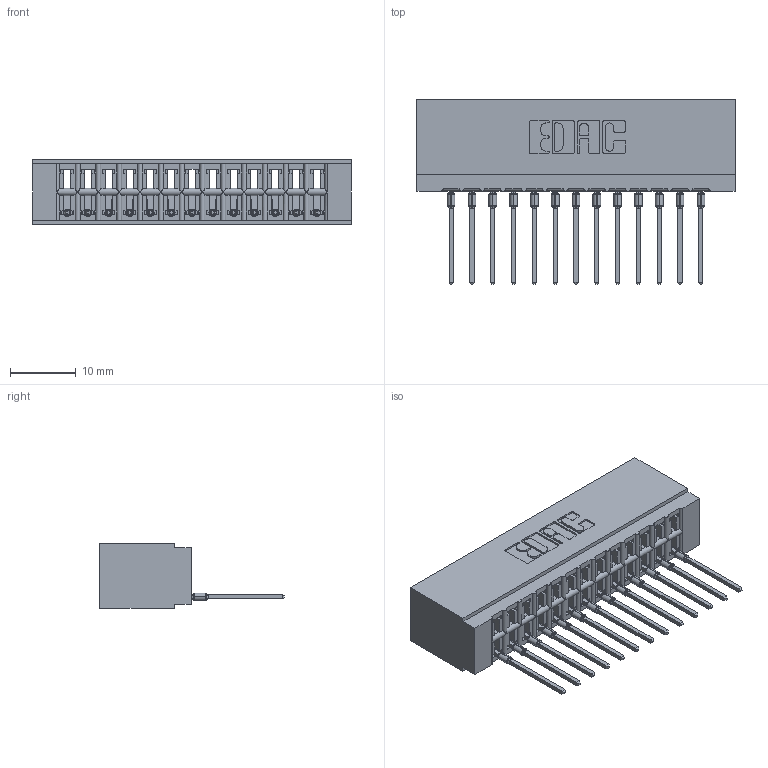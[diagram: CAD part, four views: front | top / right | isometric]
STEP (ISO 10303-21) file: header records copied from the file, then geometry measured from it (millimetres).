
FILE_DESCRIPTION (( 'STEP AP203' ), '1' );
FILE_NAME ('726-013-545-101.STEP', '2020-05-28T03:15:53', ( '' ), ( '' ), 'SwSTEP 2.0', 'SolidWorks 2020', '' );
FILE_SCHEMA (( 'CONFIG_CONTROL_DESIGN' ));
Length unit declared in the file: inch
Products named in the file (3): 726 Part_.515 Slot Depth - 01; 726-013-545-101; 746-292-001_545
Assembly tree (14 placements, depth 2):
  726-013-545-101
    726 Part_.515 Slot Depth - 01
    746-292-001_545  x13
Bounding box: 48.51 x 28.18 x 9.91 mm (x, y, z)
Volume: 4533.1 mm3; surface area: 6674.3 mm2
Topology: 14 solids, 14 shells, 1501 faces, 4254 edges, 2736 vertices
Faces by surface type: plane 874, cylinder 289, bspline 260, torus 78
Entity records: 23741 total; most frequent: CARTESIAN_POINT 5042, ORIENTED_EDGE 4068, DIRECTION 3420, EDGE_CURVE 2034, VECTOR 1720, LINE 1720, VERTEX_POINT 1344, AXIS2_PLACEMENT_3D 850
